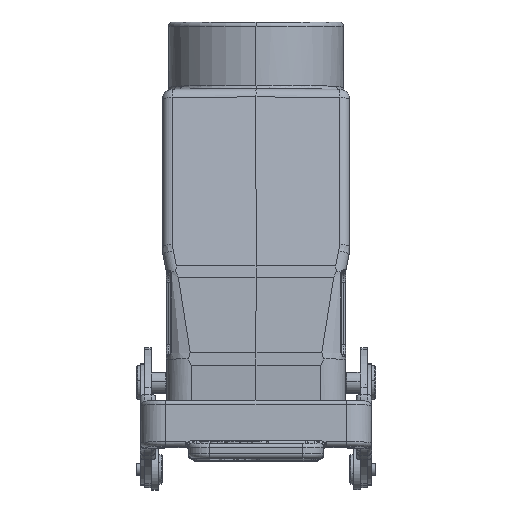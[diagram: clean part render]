
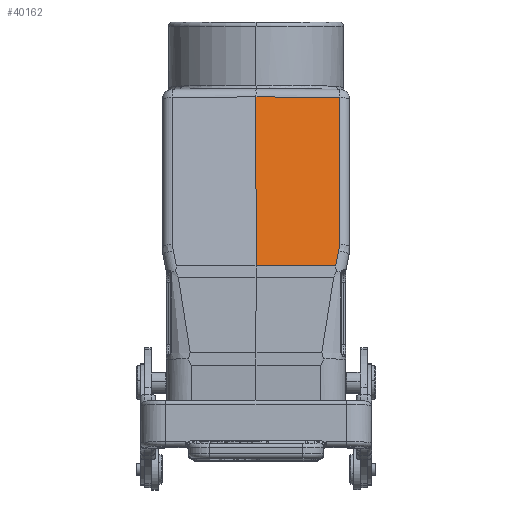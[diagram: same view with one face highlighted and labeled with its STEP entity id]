
A CAD part, top view. The second image highlights one B-rep face of the part: STEP entity #40162.
In plain terms, the highlighted planar face has unit normal (0.009, 0.19, 0.982).
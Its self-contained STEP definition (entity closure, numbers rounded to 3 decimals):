
#4475=DIRECTION('',(0.,0.982,-0.19));
#4476=VECTOR('',#4475,41.382);
#4477=CARTESIAN_POINT('',(0.,-21.241,
57.74));
#4478=LINE('',#4477,#4476);
#4479=DIRECTION('',(1.,-0.009,-0.007));
#4480=VECTOR('',#4479,20.023);
#4481=CARTESIAN_POINT('',(0.,19.39,
49.891));
#4482=LINE('',#4481,#4480);
#4483=CARTESIAN_POINT('',(20.022,-16.12,56.573));
#4484=CARTESIAN_POINT('',(20.022,-16.614,56.669));
#4485=CARTESIAN_POINT('',(19.973,-17.107,56.764));
#4486=CARTESIAN_POINT('',(19.876,-17.591,56.859));
#4488=DIRECTION('',(-0.193,-0.963,0.188));
#4489=VECTOR('',#4488,3.79);
#4490=CARTESIAN_POINT('',(19.876,-17.591,56.859));
#4491=LINE('',#4490,#4489);
#4534=DIRECTION('',(1.,0.,-0.009));
#4535=VECTOR('',#4534,19.147);
#4536=CARTESIAN_POINT('',(0.,-21.241,
57.74));
#4537=LINE('',#4536,#4535);
#5514=DIRECTION('',(0.,0.982,-0.19));
#5515=VECTOR('',#5514,35.988);
#5516=CARTESIAN_POINT('',(20.022,-16.12,56.573));
#5517=LINE('',#5516,#5515);
#25431=CARTESIAN_POINT('',(19.876,-17.591,
56.859));
#25432=CARTESIAN_POINT('',(19.146,-21.241,
57.57));
#25433=VERTEX_POINT('',#25431);
#25434=VERTEX_POINT('',#25432);
#25436=CARTESIAN_POINT('',(0.,-21.241,
57.74));
#25437=CARTESIAN_POINT('',(0.,19.39,
49.891));
#25438=VERTEX_POINT('',#25436);
#25439=VERTEX_POINT('',#25437);
#25440=CARTESIAN_POINT('',(20.022,19.215,49.747));
#25441=VERTEX_POINT('',#25440);
#25442=CARTESIAN_POINT('',(20.022,-16.12,
56.573));
#25443=VERTEX_POINT('',#25442);
#40144=CARTESIAN_POINT('',(0.,-22.585,58.));
#40145=DIRECTION('',(0.009,0.19,0.982));
#40146=DIRECTION('',(0.,-0.982,0.19));
#40147=AXIS2_PLACEMENT_3D('',#40144,#40145,#40146);
#40148=PLANE('',#40147);
#40150=ORIENTED_EDGE('',*,*,#40149,.T.);
#40152=ORIENTED_EDGE('',*,*,#40151,.T.);
#40154=ORIENTED_EDGE('',*,*,#40153,.F.);
#40156=ORIENTED_EDGE('',*,*,#40155,.T.);
#40157=ORIENTED_EDGE('',*,*,#40129,.T.);
#40159=ORIENTED_EDGE('',*,*,#40158,.F.);
#40160=EDGE_LOOP('',(#40150,#40152,#40154,#40156,#40157,#40159));
#40161=FACE_OUTER_BOUND('',#40160,.F.);
#4487=B_SPLINE_CURVE_WITH_KNOTS('',3,(#4483,#4484,#4485,#4486),.UNSPECIFIED.,
.F.,.F.,(4,4),(0.,1.),.UNSPECIFIED.);
#40129=EDGE_CURVE('',#25433,#25434,#4491,.T.);
#40149=EDGE_CURVE('',#25438,#25439,#4478,.T.);
#40151=EDGE_CURVE('',#25439,#25441,#4482,.T.);
#40153=EDGE_CURVE('',#25443,#25441,#5517,.T.);
#40155=EDGE_CURVE('',#25443,#25433,#4487,.T.);
#40158=EDGE_CURVE('',#25438,#25434,#4537,.T.);
#40162=ADVANCED_FACE('',(#40161),#40148,.T.);
